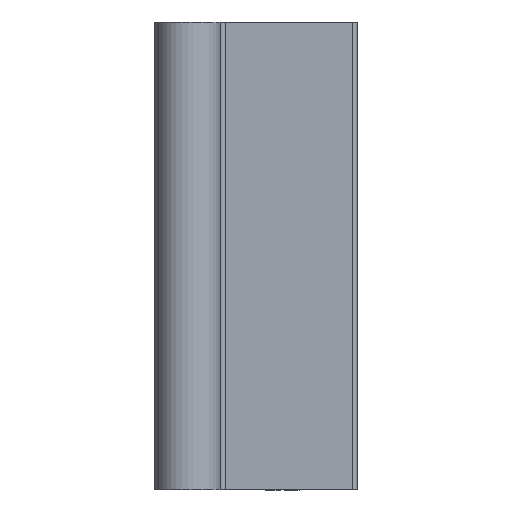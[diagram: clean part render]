
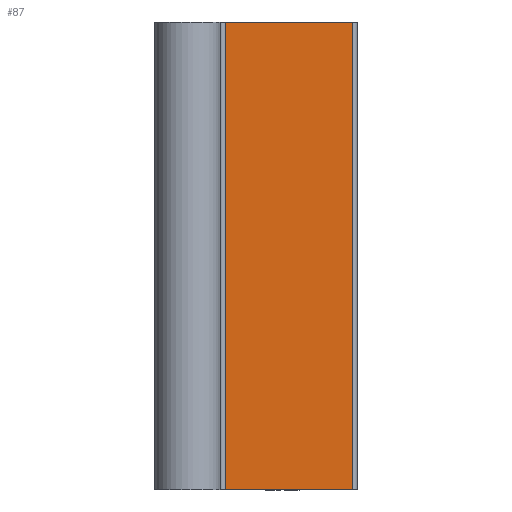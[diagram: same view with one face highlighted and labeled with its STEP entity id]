
A CAD part, top view. The second image highlights one B-rep face of the part: STEP entity #87.
In plain terms, the highlighted planar face has unit normal (0, 0, 1).
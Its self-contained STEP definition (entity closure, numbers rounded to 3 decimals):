
#87 = ADVANCED_FACE( '', ( #177 ), #178, .T. );
#177 = FACE_OUTER_BOUND( '', #268, .T. );
#178 = PLANE( '', #269 );
#268 = EDGE_LOOP( '', ( #463, #464, #465, #466 ) );
#269 = AXIS2_PLACEMENT_3D( '', #467, #468, #469 );
#463 = ORIENTED_EDGE( '', *, *, #608, .F. );
#464 = ORIENTED_EDGE( '', *, *, #577, .F. );
#465 = ORIENTED_EDGE( '', *, *, #637, .T. );
#466 = ORIENTED_EDGE( '', *, *, #570, .T. );
#467 = CARTESIAN_POINT( '', ( -6.6, 100., -1.925 ) );
#468 = DIRECTION( '', ( 0., 0., 1. ) );
#469 = DIRECTION( '', ( 1., 0., 0. ) );
#570 = EDGE_CURVE( '', #685, #682, #686, .T. );
#577 = EDGE_CURVE( '', #696, #692, #698, .T. );
#608 = EDGE_CURVE( '', #692, #682, #748, .T. );
#637 = EDGE_CURVE( '', #696, #685, #786, .T. );
#682 = VERTEX_POINT( '', #843 );
#685 = VERTEX_POINT( '', #846 );
#686 = LINE( '', #847, #848 );
#692 = VERTEX_POINT( '', #855 );
#696 = VERTEX_POINT( '', #860 );
#698 = LINE( '', #862, #863 );
#748 = LINE( '', #928, #929 );
#786 = LINE( '', #981, #982 );
#843 = CARTESIAN_POINT( '', ( -6.6, 0., -1.925 ) );
#846 = CARTESIAN_POINT( '', ( -6.6, 100., -1.925 ) );
#847 = CARTESIAN_POINT( '', ( -6.6, 100., -1.925 ) );
#848 = VECTOR( '', #1023, 1000. );
#855 = CARTESIAN_POINT( '', ( 20.6, 0., -1.925 ) );
#860 = CARTESIAN_POINT( '', ( 20.6, 100., -1.925 ) );
#862 = CARTESIAN_POINT( '', ( 20.6, 100., -1.925 ) );
#863 = VECTOR( '', #1035, 1000. );
#928 = CARTESIAN_POINT( '', ( -6.6, 0., -1.925 ) );
#929 = VECTOR( '', #1084, 1000. );
#981 = CARTESIAN_POINT( '', ( -6.6, 100., -1.925 ) );
#982 = VECTOR( '', #1111, 1000. );
#1023 = DIRECTION( '', ( 0., -1., 0. ) );
#1035 = DIRECTION( '', ( 0., -1., 0. ) );
#1084 = DIRECTION( '', ( -1., 0., 0. ) );
#1111 = DIRECTION( '', ( -1., 0., 0. ) );
